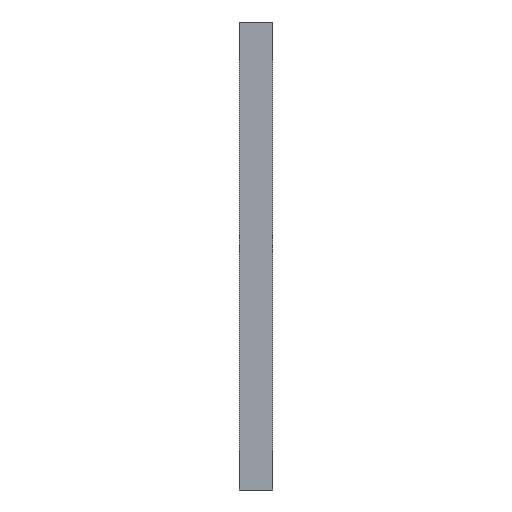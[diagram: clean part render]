
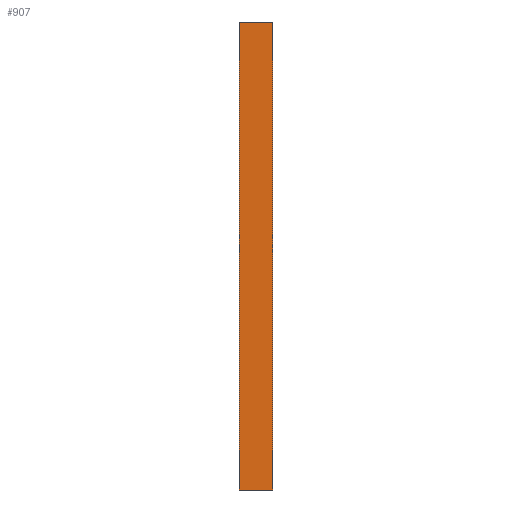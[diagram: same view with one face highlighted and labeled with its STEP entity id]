
A CAD part, left-side view. The second image highlights one B-rep face of the part: STEP entity #907.
In plain terms, the highlighted planar face has unit normal (-1, 0, 0).
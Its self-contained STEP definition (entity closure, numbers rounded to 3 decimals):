
#41=PLANE('',#988);
#147=FACE_OUTER_BOUND('',#193,.T.);
#193=EDGE_LOOP('',(#749,#750,#751,#752));
#263=LINE('',#1779,#315);
#264=LINE('',#1782,#316);
#265=LINE('',#1784,#317);
#266=LINE('',#1785,#318);
#315=VECTOR('',#1167,10.);
#316=VECTOR('',#1170,10.);
#317=VECTOR('',#1171,10.);
#318=VECTOR('',#1172,10.);
#445=VERTEX_POINT('',#1775);
#446=VERTEX_POINT('',#1777);
#447=VERTEX_POINT('',#1781);
#448=VERTEX_POINT('',#1783);
#575=EDGE_CURVE('',#445,#446,#263,.T.);
#576=EDGE_CURVE('',#445,#447,#264,.T.);
#577=EDGE_CURVE('',#448,#446,#265,.T.);
#578=EDGE_CURVE('',#447,#448,#266,.T.);
#749=ORIENTED_EDGE('',*,*,#576,.F.);
#750=ORIENTED_EDGE('',*,*,#575,.T.);
#751=ORIENTED_EDGE('',*,*,#577,.F.);
#752=ORIENTED_EDGE('',*,*,#578,.F.);
#907=ADVANCED_FACE('',(#147),#41,.T.);
#988=AXIS2_PLACEMENT_3D('',#1780,#1168,#1169);
#1167=DIRECTION('',(0.,1.,0.));
#1168=DIRECTION('center_axis',(-1.,0.,0.));
#1169=DIRECTION('ref_axis',(0.,0.,1.));
#1170=DIRECTION('',(0.,0.,-1.));
#1171=DIRECTION('',(0.,0.,1.));
#1172=DIRECTION('',(0.,1.,0.));
#1775=CARTESIAN_POINT('',(-569.5,650.,159.5));
#1777=CARTESIAN_POINT('',(-569.5,655.,159.5));
#1779=CARTESIAN_POINT('',(-569.5,650.,159.5));
#1780=CARTESIAN_POINT('Origin',(-569.5,650.,90.5));
#1781=CARTESIAN_POINT('',(-569.5,650.,90.5));
#1782=CARTESIAN_POINT('',(-569.5,650.,159.5));
#1783=CARTESIAN_POINT('',(-569.5,655.,90.5));
#1784=CARTESIAN_POINT('',(-569.5,655.,159.5));
#1785=CARTESIAN_POINT('',(-569.5,650.,90.5));
